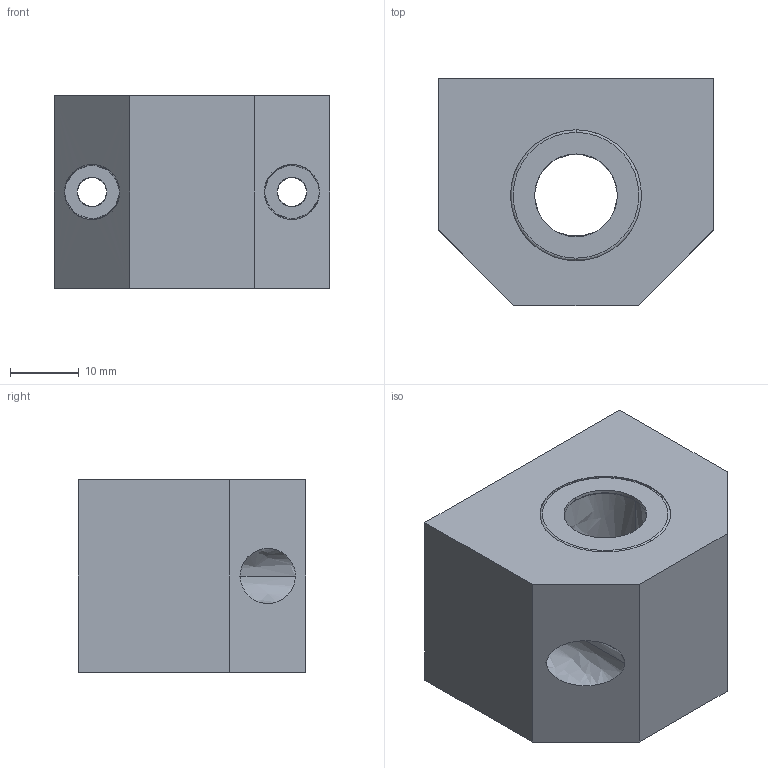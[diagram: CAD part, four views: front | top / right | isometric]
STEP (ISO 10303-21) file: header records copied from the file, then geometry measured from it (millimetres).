
FILE_DESCRIPTION (( 'STEP AP214' ), '1' );
FILE_NAME ('R102721244-bucse.stp.STEP', '2023-12-19T22:57:35', ( '' ), ( '' ), 'SwSTEP 2.0', 'SolidWorks 2023', '' );
FILE_SCHEMA (( 'AUTOMOTIVE_DESIGN' ));
Length unit declared in the file: millimetre
Products named in the file (1): R102721244-bucse.stp
Bounding box: 40 x 33 x 28 mm (x, y, z)
Surface area: 8323.8 mm2 (no closed solid volume)
Topology: 0 solids, 3 shells, 42 faces, 96 edges, 64 vertices
Faces by surface type: bspline 42
Entity records: 2223 total; most frequent: CARTESIAN_POINT 1401, ORIENTED_EDGE 184, DIRECTION 118, EDGE_CURVE 96, VERTEX_POINT 64, EDGE_LOOP 56, ADVANCED_FACE 42, FACE_OUTER_BOUND 42
